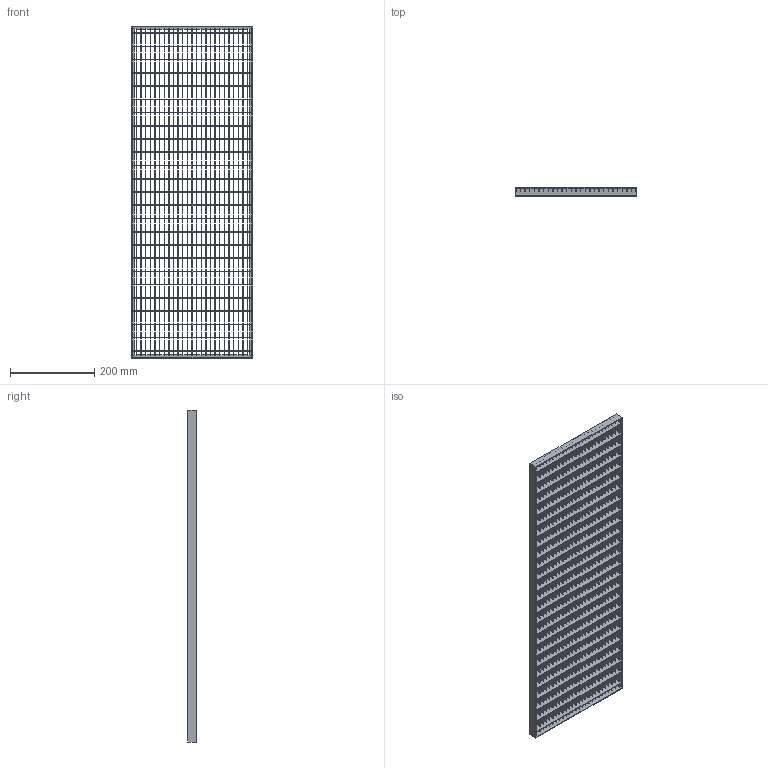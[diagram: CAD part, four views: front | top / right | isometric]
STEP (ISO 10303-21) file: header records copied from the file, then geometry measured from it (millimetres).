
FILE_DESCRIPTION (( 'STEP AP203' ), '1' );
FILE_NAME ('23-29793120-7.step', '2015-08-26T22:52:35', ( '' ), ( '' ), 'SwSTEP 2.0', 'SolidWorks 2015', '' );
FILE_SCHEMA (( 'CONFIG_CONTROL_DESIGN' ));
Products named in the file (1): 23-29793120-7
Bounding box: 290 x 20 x 790 mm (x, y, z)
Volume: 517633 mm3; surface area: 820341 mm2
Topology: 1 solids, 1 shells, 2374 faces, 9060 edges, 6036 vertices
Faces by surface type: plane 2374
Entity records: 95974 total; most frequent: ORIENTED_EDGE 18120, CARTESIAN_POINT 17486, DIRECTION 13805, EDGE_CURVE 9060, VECTOR 9055, LINE 9055, VERTEX_POINT 6036, EDGE_LOOP 3074
